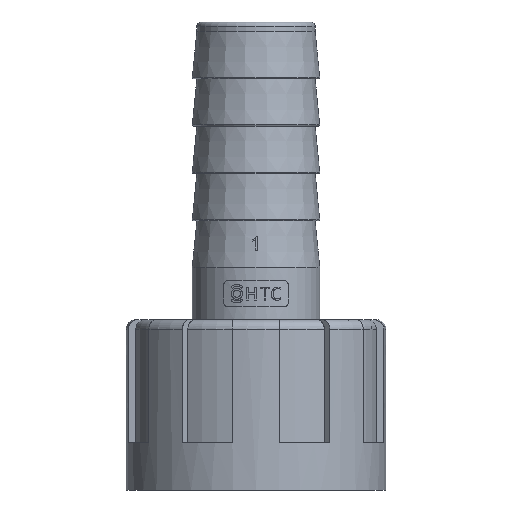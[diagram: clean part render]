
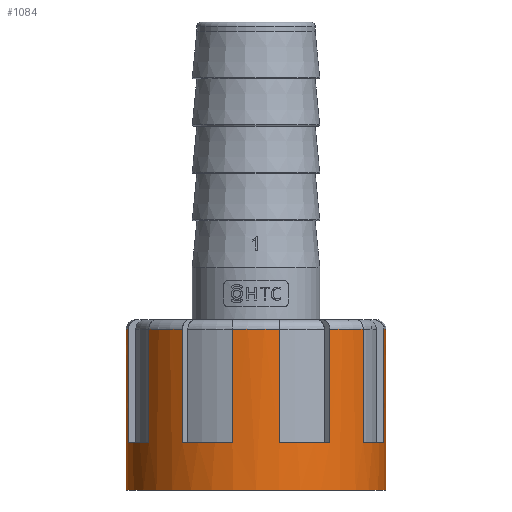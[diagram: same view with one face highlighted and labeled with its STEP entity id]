
A CAD part, front view. The second image highlights one B-rep face of the part: STEP entity #1084.
In plain terms, the highlighted cylindrical face has radius 13.75 mm (diameter 27.5 mm), a partial arc.
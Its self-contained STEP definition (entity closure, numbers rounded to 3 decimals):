
#752=FACE_OUTER_BOUND('',#2092,.T.);
#1084=ADVANCED_FACE('',(#752),#1199,.T.);
#1199=CYLINDRICAL_SURFACE('',#4683,13.75);
#1276=CIRCLE('',#4616,13.75);
#1313=CIRCLE('',#4673,13.75);
#1314=CIRCLE('',#4675,13.75);
#1315=CIRCLE('',#4676,13.75);
#1316=CIRCLE('',#4677,13.75);
#1317=CIRCLE('',#4678,13.75);
#1318=CIRCLE('',#4679,13.75);
#1319=CIRCLE('',#4680,13.75);
#1320=CIRCLE('',#4681,13.75);
#1321=CIRCLE('',#4682,13.75);
#1476=LINE('',#7539,#1717);
#1477=LINE('',#7543,#1718);
#1517=LINE('',#9490,#1758);
#1518=LINE('',#9494,#1759);
#1519=LINE('',#9498,#1760);
#1520=LINE('',#9502,#1761);
#1521=LINE('',#9506,#1762);
#1522=LINE('',#9510,#1763);
#1523=LINE('',#9514,#1764);
#1524=LINE('',#9518,#1765);
#1717=VECTOR('',#5284,1.);
#1718=VECTOR('',#5287,1.);
#1758=VECTOR('',#5427,1.);
#1759=VECTOR('',#5430,1.);
#1760=VECTOR('',#5433,1.);
#1761=VECTOR('',#5436,1.);
#1762=VECTOR('',#5439,1.);
#1763=VECTOR('',#5442,1.);
#1764=VECTOR('',#5445,1.);
#1765=VECTOR('',#5448,1.);
#2092=EDGE_LOOP('',(#2974,#2975,#2976,#2977,#2978,#2979,#2980,#2981,#2982,
#2983,#2984,#2985,#2986,#2987,#2988,#2989,#2990,#2991,#2992,#2993));
#2974=ORIENTED_EDGE('',*,*,#4009,.F.);
#2975=ORIENTED_EDGE('',*,*,#4000,.T.);
#2976=ORIENTED_EDGE('',*,*,#4117,.T.);
#2977=ORIENTED_EDGE('',*,*,#4118,.F.);
#2978=ORIENTED_EDGE('',*,*,#4119,.T.);
#2979=ORIENTED_EDGE('',*,*,#4120,.T.);
#2980=ORIENTED_EDGE('',*,*,#4121,.T.);
#2981=ORIENTED_EDGE('',*,*,#4122,.F.);
#2982=ORIENTED_EDGE('',*,*,#4123,.T.);
#2983=ORIENTED_EDGE('',*,*,#4124,.T.);
#2984=ORIENTED_EDGE('',*,*,#4125,.T.);
#2985=ORIENTED_EDGE('',*,*,#4126,.F.);
#2986=ORIENTED_EDGE('',*,*,#4127,.T.);
#2987=ORIENTED_EDGE('',*,*,#4128,.T.);
#2988=ORIENTED_EDGE('',*,*,#4129,.T.);
#2989=ORIENTED_EDGE('',*,*,#4130,.F.);
#2990=ORIENTED_EDGE('',*,*,#4131,.T.);
#2991=ORIENTED_EDGE('',*,*,#4132,.T.);
#2992=ORIENTED_EDGE('',*,*,#4011,.T.);
#2993=ORIENTED_EDGE('',*,*,#4116,.T.);
#3524=VERTEX_POINT('',#7505);
#3525=VERTEX_POINT('',#7506);
#3533=VERTEX_POINT('',#7540);
#3534=VERTEX_POINT('',#7542);
#3535=VERTEX_POINT('',#7544);
#3617=VERTEX_POINT('',#9491);
#3618=VERTEX_POINT('',#9493);
#3619=VERTEX_POINT('',#9495);
#3620=VERTEX_POINT('',#9497);
#3621=VERTEX_POINT('',#9499);
#3622=VERTEX_POINT('',#9501);
#3623=VERTEX_POINT('',#9503);
#3624=VERTEX_POINT('',#9505);
#3625=VERTEX_POINT('',#9507);
#3626=VERTEX_POINT('',#9509);
#3627=VERTEX_POINT('',#9511);
#3628=VERTEX_POINT('',#9513);
#3629=VERTEX_POINT('',#9515);
#3630=VERTEX_POINT('',#9517);
#3631=VERTEX_POINT('',#9519);
#4000=EDGE_CURVE('',#3524,#3525,#1276,.T.);
#4009=EDGE_CURVE('',#3524,#3533,#1476,.T.);
#4011=EDGE_CURVE('',#3535,#3534,#1477,.T.);
#4116=EDGE_CURVE('',#3534,#3533,#1313,.T.);
#4117=EDGE_CURVE('',#3525,#3617,#1517,.T.);
#4118=EDGE_CURVE('',#3618,#3617,#1314,.T.);
#4119=EDGE_CURVE('',#3618,#3619,#1518,.T.);
#4120=EDGE_CURVE('',#3619,#3620,#1315,.T.);
#4121=EDGE_CURVE('',#3620,#3621,#1519,.T.);
#4122=EDGE_CURVE('',#3622,#3621,#1316,.T.);
#4123=EDGE_CURVE('',#3622,#3623,#1520,.T.);
#4124=EDGE_CURVE('',#3623,#3624,#1317,.T.);
#4125=EDGE_CURVE('',#3624,#3625,#1521,.T.);
#4126=EDGE_CURVE('',#3626,#3625,#1318,.T.);
#4127=EDGE_CURVE('',#3626,#3627,#1522,.T.);
#4128=EDGE_CURVE('',#3627,#3628,#1319,.T.);
#4129=EDGE_CURVE('',#3628,#3629,#1523,.T.);
#4130=EDGE_CURVE('',#3630,#3629,#1320,.T.);
#4131=EDGE_CURVE('',#3630,#3631,#1524,.T.);
#4132=EDGE_CURVE('',#3631,#3535,#1321,.T.);
#4616=AXIS2_PLACEMENT_3D('',#7504,#5266,#5267);
#4673=AXIS2_PLACEMENT_3D('',#9488,#5423,#5424);
#4675=AXIS2_PLACEMENT_3D('',#9492,#5428,#5429);
#4676=AXIS2_PLACEMENT_3D('',#9496,#5431,#5432);
#4677=AXIS2_PLACEMENT_3D('',#9500,#5434,#5435);
#4678=AXIS2_PLACEMENT_3D('',#9504,#5437,#5438);
#4679=AXIS2_PLACEMENT_3D('',#9508,#5440,#5441);
#4680=AXIS2_PLACEMENT_3D('',#9512,#5443,#5444);
#4681=AXIS2_PLACEMENT_3D('',#9516,#5446,#5447);
#4682=AXIS2_PLACEMENT_3D('',#9520,#5449,#5450);
#4683=AXIS2_PLACEMENT_3D('',#9521,#5451,#5452);
#5266=DIRECTION('',(0.,0.,-1.));
#5267=DIRECTION('',(1.,0.,0.));
#5284=DIRECTION('',(0.,0.,-1.));
#5287=DIRECTION('',(0.,0.,-1.));
#5423=DIRECTION('',(0.,0.,1.));
#5424=DIRECTION('',(1.,0.,0.));
#5427=DIRECTION('',(0.,0.,-1.));
#5428=DIRECTION('',(0.,0.,1.));
#5429=DIRECTION('',(1.,0.,0.));
#5430=DIRECTION('',(0.,0.,1.));
#5431=DIRECTION('',(0.,0.,-1.));
#5432=DIRECTION('',(1.,0.,0.));
#5433=DIRECTION('',(0.,0.,-1.));
#5434=DIRECTION('',(0.,0.,1.));
#5435=DIRECTION('',(1.,0.,0.));
#5436=DIRECTION('',(0.,0.,1.));
#5437=DIRECTION('',(0.,0.,-1.));
#5438=DIRECTION('',(1.,0.,0.));
#5439=DIRECTION('',(0.,0.,-1.));
#5440=DIRECTION('',(0.,0.,1.));
#5441=DIRECTION('',(1.,0.,0.));
#5442=DIRECTION('',(0.,0.,1.));
#5443=DIRECTION('',(0.,0.,-1.));
#5444=DIRECTION('',(1.,0.,0.));
#5445=DIRECTION('',(0.,0.,-1.));
#5446=DIRECTION('',(0.,0.,1.));
#5447=DIRECTION('',(1.,0.,0.));
#5448=DIRECTION('',(0.,0.,1.));
#5449=DIRECTION('',(0.,0.,-1.));
#5450=DIRECTION('',(1.,0.,0.));
#5451=DIRECTION('',(0.,0.,-1.));
#5452=DIRECTION('',(1.,0.,0.));
#7504=CARTESIAN_POINT('',(0.,0.,17.));
#7505=CARTESIAN_POINT('',(13.75,0.,17.));
#7506=CARTESIAN_POINT('',(13.521,-2.5,17.));
#7539=CARTESIAN_POINT('',(13.75,0.,18.));
#7540=CARTESIAN_POINT('',(13.75,0.,0.));
#7542=CARTESIAN_POINT('',(-13.75,0.,0.));
#7543=CARTESIAN_POINT('',(-13.75,0.,18.));
#7544=CARTESIAN_POINT('',(-13.75,0.,17.));
#9488=CARTESIAN_POINT('',(0.,0.,0.));
#9490=CARTESIAN_POINT('',(13.521,-2.5,18.));
#9491=CARTESIAN_POINT('',(13.521,-2.5,5.));
#9492=CARTESIAN_POINT('',(0.,0.,5.));
#9493=CARTESIAN_POINT('',(11.328,-7.793,5.));
#9494=CARTESIAN_POINT('',(11.328,-7.793,18.));
#9495=CARTESIAN_POINT('',(11.328,-7.793,17.));
#9496=CARTESIAN_POINT('',(0.,0.,17.));
#9497=CARTESIAN_POINT('',(7.793,-11.328,17.));
#9498=CARTESIAN_POINT('',(7.793,-11.328,18.));
#9499=CARTESIAN_POINT('',(7.793,-11.328,5.));
#9500=CARTESIAN_POINT('',(0.,0.,5.));
#9501=CARTESIAN_POINT('',(2.5,-13.521,5.));
#9502=CARTESIAN_POINT('',(2.5,-13.521,18.));
#9503=CARTESIAN_POINT('',(2.5,-13.521,17.));
#9504=CARTESIAN_POINT('',(0.,0.,17.));
#9505=CARTESIAN_POINT('',(-2.5,-13.521,17.));
#9506=CARTESIAN_POINT('',(-2.5,-13.521,18.));
#9507=CARTESIAN_POINT('',(-2.5,-13.521,5.));
#9508=CARTESIAN_POINT('',(0.,0.,5.));
#9509=CARTESIAN_POINT('',(-7.793,-11.328,5.));
#9510=CARTESIAN_POINT('',(-7.793,-11.328,18.));
#9511=CARTESIAN_POINT('',(-7.793,-11.328,17.));
#9512=CARTESIAN_POINT('',(0.,0.,17.));
#9513=CARTESIAN_POINT('',(-11.328,-7.793,17.));
#9514=CARTESIAN_POINT('',(-11.328,-7.793,18.));
#9515=CARTESIAN_POINT('',(-11.328,-7.793,5.));
#9516=CARTESIAN_POINT('',(0.,0.,5.));
#9517=CARTESIAN_POINT('',(-13.521,-2.5,5.));
#9518=CARTESIAN_POINT('',(-13.521,-2.5,18.));
#9519=CARTESIAN_POINT('',(-13.521,-2.5,17.));
#9520=CARTESIAN_POINT('',(0.,0.,17.));
#9521=CARTESIAN_POINT('',(0.,0.,18.));
